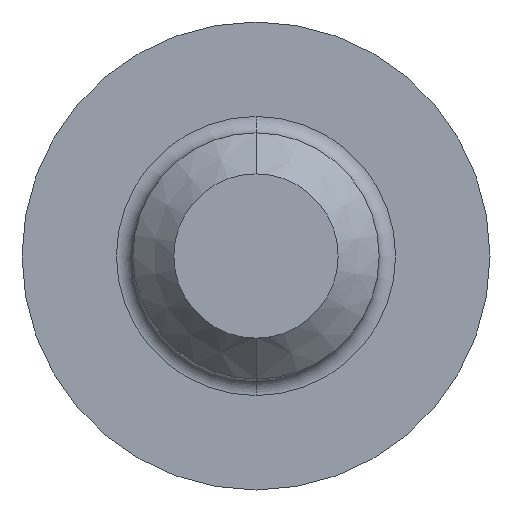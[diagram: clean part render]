
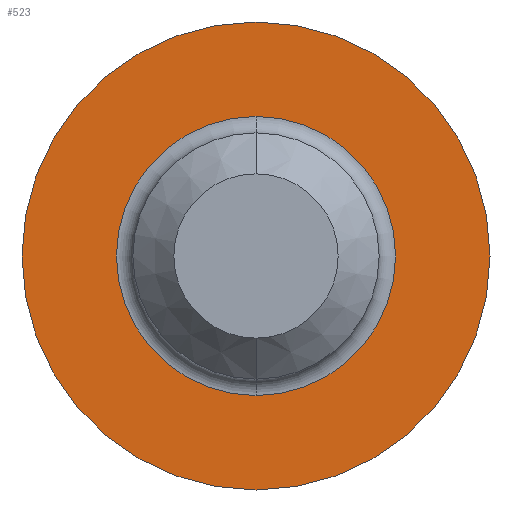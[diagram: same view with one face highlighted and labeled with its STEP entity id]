
A CAD part, front view. The second image highlights one B-rep face of the part: STEP entity #523.
In plain terms, the highlighted planar face has unit normal (0, -1, 0).
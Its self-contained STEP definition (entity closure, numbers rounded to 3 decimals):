
#16 = VERTEX_POINT ( 'NONE', #50 ) ;
#17 = AXIS2_PLACEMENT_3D ( 'NONE', #196, #53, #359 ) ;
#37 = VERTEX_POINT ( 'NONE', #43 ) ;
#42 = EDGE_CURVE ( 'NONE', #16, #37, #551, .T. ) ;
#43 = CARTESIAN_POINT ( 'NONE',  ( 0., 0., 2.85 ) ) ;
#50 = CARTESIAN_POINT ( 'NONE',  ( 0., 0., -2.85 ) ) ;
#53 = DIRECTION ( 'NONE',  ( 0., -1., 0. ) ) ;
#56 = AXIS2_PLACEMENT_3D ( 'NONE', #600, #548, #308 ) ;
#62 = ORIENTED_EDGE ( 'NONE', *, *, #42, .T. ) ;
#74 = FACE_BOUND ( 'NONE', #607, .T. ) ;
#85 = CIRCLE ( 'NONE', #381, 1.7 ) ;
#111 = CARTESIAN_POINT ( 'NONE',  ( 0., 0., -1.7 ) ) ;
#115 = CARTESIAN_POINT ( 'NONE',  ( 0., 0., 1.7 ) ) ;
#130 = CARTESIAN_POINT ( 'NONE',  ( 0., 0., 0. ) ) ;
#134 = DIRECTION ( 'NONE',  ( 0., -1., 0. ) ) ;
#136 = DIRECTION ( 'NONE',  ( 0., 0., -1. ) ) ;
#139 = VERTEX_POINT ( 'NONE', #111 ) ;
#143 = ORIENTED_EDGE ( 'NONE', *, *, #365, .T. ) ;
#163 = CIRCLE ( 'NONE', #412, 1.7 ) ;
#169 = DIRECTION ( 'NONE',  ( 0., 0., -1. ) ) ;
#176 = CARTESIAN_POINT ( 'NONE',  ( 0., 0., 0. ) ) ;
#180 = DIRECTION ( 'NONE',  ( 0., 1., 0. ) ) ;
#186 = DIRECTION ( 'NONE',  ( 0., 0., -1. ) ) ;
#187 = CIRCLE ( 'NONE', #17, 2.85 ) ;
#195 = EDGE_LOOP ( 'NONE', ( #62, #432 ) ) ;
#196 = CARTESIAN_POINT ( 'NONE',  ( 0., 0., 0. ) ) ;
#204 = PLANE ( 'NONE',  #56 ) ;
#218 = DIRECTION ( 'NONE',  ( 0., 1., 0. ) ) ;
#276 = VERTEX_POINT ( 'NONE', #115 ) ;
#308 = DIRECTION ( 'NONE',  ( 0., 0., -1. ) ) ;
#359 = DIRECTION ( 'NONE',  ( 0., 0., -1. ) ) ;
#365 = EDGE_CURVE ( 'NONE', #139, #276, #163, .T. ) ;
#379 = ORIENTED_EDGE ( 'NONE', *, *, #569, .T. ) ;
#381 = AXIS2_PLACEMENT_3D ( 'NONE', #176, #180, #186 ) ;
#412 = AXIS2_PLACEMENT_3D ( 'NONE', #620, #218, #169 ) ;
#432 = ORIENTED_EDGE ( 'NONE', *, *, #562, .T. ) ;
#465 = AXIS2_PLACEMENT_3D ( 'NONE', #130, #134, #136 ) ;
#523 = ADVANCED_FACE ( 'NONE', ( #74, #630 ), #204, .T. ) ;
#548 = DIRECTION ( 'NONE',  ( 0., -1., 0. ) ) ;
#551 = CIRCLE ( 'NONE', #465, 2.85 ) ;
#562 = EDGE_CURVE ( 'NONE', #37, #16, #187, .T. ) ;
#569 = EDGE_CURVE ( 'NONE', #276, #139, #85, .T. ) ;
#600 = CARTESIAN_POINT ( 'NONE',  ( 0., 0., 0. ) ) ;
#607 = EDGE_LOOP ( 'NONE', ( #143, #379 ) ) ;
#620 = CARTESIAN_POINT ( 'NONE',  ( 0., 0., 0. ) ) ;
#630 = FACE_OUTER_BOUND ( 'NONE', #195, .T. ) ;
